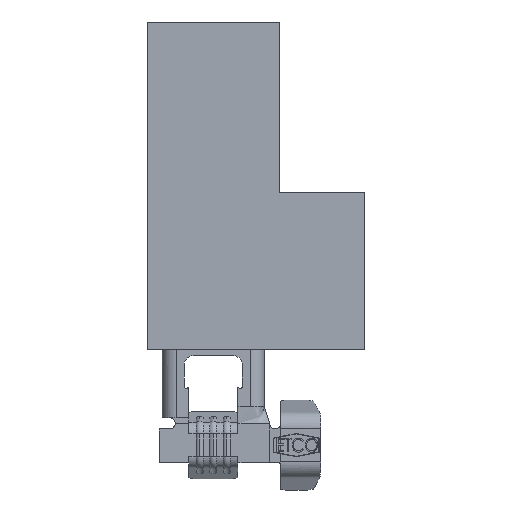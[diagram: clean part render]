
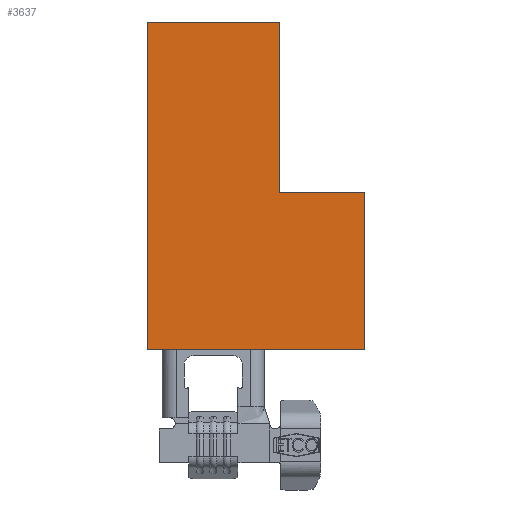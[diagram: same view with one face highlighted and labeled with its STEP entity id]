
A CAD part, front view. The second image highlights one B-rep face of the part: STEP entity #3637.
In plain terms, the highlighted planar face has unit normal (0, -1, 0).
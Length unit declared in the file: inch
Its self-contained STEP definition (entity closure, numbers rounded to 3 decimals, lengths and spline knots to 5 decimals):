
#7 = DIRECTION ( 'NONE',  ( 0., -1., 0. ) ) ;
#284 = EDGE_CURVE ( 'NONE', #4788, #3703, #18235, .T. ) ;
#469 = CARTESIAN_POINT ( 'NONE',  ( 0.14725, -0.031, 0. ) ) ;
#479 = CARTESIAN_POINT ( 'NONE',  ( 0.14725, -0.031, -0.38 ) ) ;
#812 = ORIENTED_EDGE ( 'NONE', *, *, #10740, .F. ) ;
#1189 = LINE ( 'NONE', #17467, #8335 ) ;
#1598 = LINE ( 'NONE', #2371, #16395 ) ;
#1874 = LINE ( 'NONE', #469, #12870 ) ;
#2156 = LINE ( 'NONE', #16602, #16506 ) ;
#2371 = CARTESIAN_POINT ( 'NONE',  ( -0.14725, -0.031, -0.73 ) ) ;
#2474 = CARTESIAN_POINT ( 'NONE',  ( 0.33775, -0.031, -0.73 ) ) ;
#3104 = EDGE_LOOP ( 'NONE', ( #6369, #812, #6563, #10232, #17682, #12454 ) ) ;
#3191 = VERTEX_POINT ( 'NONE', #2474 ) ;
#3444 = EDGE_CURVE ( 'NONE', #15067, #3703, #1874, .T. ) ;
#3637 = ADVANCED_FACE ( 'NONE', ( #13969 ), #4259, .T. ) ;
#3703 = VERTEX_POINT ( 'NONE', #14435 ) ;
#4259 = PLANE ( 'NONE',  #13618 ) ;
#4346 = VERTEX_POINT ( 'NONE', #15034 ) ;
#4513 = DIRECTION ( 'NONE',  ( 1., 0., 0. ) ) ;
#4788 = VERTEX_POINT ( 'NONE', #479 ) ;
#5099 = DIRECTION ( 'NONE',  ( -1., 0., 0. ) ) ;
#5277 = LINE ( 'NONE', #16578, #8645 ) ;
#6369 = ORIENTED_EDGE ( 'NONE', *, *, #6959, .T. ) ;
#6555 = DIRECTION ( 'NONE',  ( 0., 0., -1. ) ) ;
#6563 = ORIENTED_EDGE ( 'NONE', *, *, #16401, .T. ) ;
#6589 = CARTESIAN_POINT ( 'NONE',  ( -0.14725, -0.031, 0. ) ) ;
#6959 = EDGE_CURVE ( 'NONE', #4346, #3191, #1189, .T. ) ;
#8335 = VECTOR ( 'NONE', #4513, 39.37008 ) ;
#8502 = DIRECTION ( 'NONE',  ( 0., 0., 1. ) ) ;
#8645 = VECTOR ( 'NONE', #5099, 39.37008 ) ;
#9098 = EDGE_CURVE ( 'NONE', #4346, #15067, #1598, .T. ) ;
#9113 = DIRECTION ( 'NONE',  ( 1., 0., 0. ) ) ;
#10045 = DIRECTION ( 'NONE',  ( 0., 0., -1. ) ) ;
#10232 = ORIENTED_EDGE ( 'NONE', *, *, #284, .T. ) ;
#10740 = EDGE_CURVE ( 'NONE', #15133, #3191, #2156, .T. ) ;
#10975 = CARTESIAN_POINT ( 'NONE',  ( 0.33775, -0.031, -0.38 ) ) ;
#12401 = DIRECTION ( 'NONE',  ( 0., 0., 1. ) ) ;
#12454 = ORIENTED_EDGE ( 'NONE', *, *, #9098, .F. ) ;
#12784 = CARTESIAN_POINT ( 'NONE',  ( 0.14725, -0.031, -0.73 ) ) ;
#12870 = VECTOR ( 'NONE', #9113, 39.37008 ) ;
#13618 = AXIS2_PLACEMENT_3D ( 'NONE', #17202, #7, #10045 ) ;
#13969 = FACE_OUTER_BOUND ( 'NONE', #3104, .T. ) ;
#14427 = VECTOR ( 'NONE', #8502, 39.37008 ) ;
#14435 = CARTESIAN_POINT ( 'NONE',  ( 0.14725, -0.031, 0. ) ) ;
#15034 = CARTESIAN_POINT ( 'NONE',  ( -0.14725, -0.031, -0.73 ) ) ;
#15067 = VERTEX_POINT ( 'NONE', #6589 ) ;
#15133 = VERTEX_POINT ( 'NONE', #10975 ) ;
#16395 = VECTOR ( 'NONE', #12401, 39.37008 ) ;
#16401 = EDGE_CURVE ( 'NONE', #15133, #4788, #5277, .T. ) ;
#16506 = VECTOR ( 'NONE', #6555, 39.37008 ) ;
#16578 = CARTESIAN_POINT ( 'NONE',  ( 0.33775, -0.031, -0.38 ) ) ;
#16602 = CARTESIAN_POINT ( 'NONE',  ( 0.33775, -0.031, -0.38 ) ) ;
#17202 = CARTESIAN_POINT ( 'NONE',  ( 0.14725, -0.031, -0.73 ) ) ;
#17467 = CARTESIAN_POINT ( 'NONE',  ( 0.14725, -0.031, -0.73 ) ) ;
#17682 = ORIENTED_EDGE ( 'NONE', *, *, #3444, .F. ) ;
#18235 = LINE ( 'NONE', #12784, #14427 ) ;
